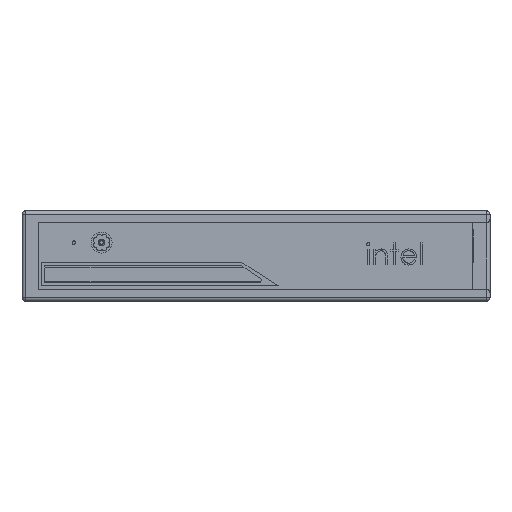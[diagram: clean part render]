
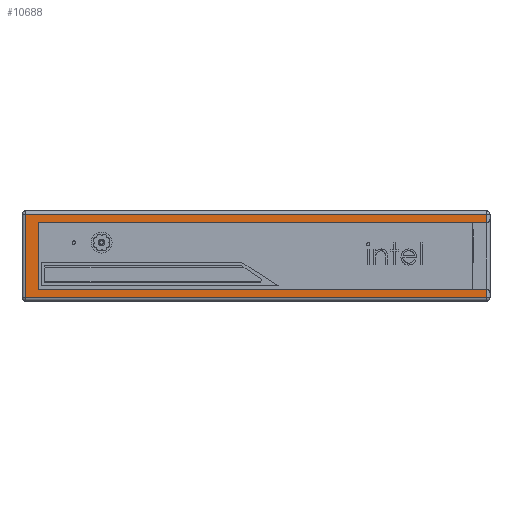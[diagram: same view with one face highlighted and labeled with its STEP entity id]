
A CAD part, top view. The second image highlights one B-rep face of the part: STEP entity #10688.
In plain terms, the highlighted planar face has unit normal (0, 0, 1).
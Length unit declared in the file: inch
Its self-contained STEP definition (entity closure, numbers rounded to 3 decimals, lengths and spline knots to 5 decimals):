
#373 = DIRECTION ( 'NONE',  ( -1., 0., 0. ) ) ;
#415 = EDGE_CURVE ( 'NONE', #13136, #4821, #2506, .T. ) ;
#585 = VECTOR ( 'NONE', #13867, 39.37008 ) ;
#897 = VECTOR ( 'NONE', #10007, 39.37008 ) ;
#912 = DIRECTION ( 'NONE',  ( 0., 1., 0. ) ) ;
#1836 = LINE ( 'NONE', #13522, #10720 ) ;
#1894 = EDGE_CURVE ( 'NONE', #13136, #12909, #14218, .T. ) ;
#2072 = ORIENTED_EDGE ( 'NONE', *, *, #4108, .F. ) ;
#2506 = LINE ( 'NONE', #12001, #6720 ) ;
#2959 = VERTEX_POINT ( 'NONE', #14532 ) ;
#3017 = CARTESIAN_POINT ( 'NONE',  ( -2.56806, -0.39489, 0.3937 ) ) ;
#3472 = CARTESIAN_POINT ( 'NONE',  ( 2.71969, 0., 0.3937 ) ) ;
#3507 = EDGE_CURVE ( 'NONE', #4821, #14964, #12155, .T. ) ;
#4108 = EDGE_CURVE ( 'NONE', #14964, #4569, #6244, .T. ) ;
#4427 = ORIENTED_EDGE ( 'NONE', *, *, #1894, .T. ) ;
#4569 = VERTEX_POINT ( 'NONE', #14229 ) ;
#4821 = VERTEX_POINT ( 'NONE', #12306 ) ;
#4991 = DIRECTION ( 'NONE',  ( 0., -1., 0. ) ) ;
#5775 = VECTOR ( 'NONE', #4991, 39.37008 ) ;
#5857 = LINE ( 'NONE', #14110, #11279 ) ;
#5882 = EDGE_CURVE ( 'NONE', #11946, #4569, #1836, .T. ) ;
#5996 = DIRECTION ( 'NONE',  ( 1., 0., 0. ) ) ;
#6244 = LINE ( 'NONE', #8082, #585 ) ;
#6293 = DIRECTION ( 'NONE',  ( 0., 0., -1. ) ) ;
#6448 = AXIS2_PLACEMENT_3D ( 'NONE', #13398, #6293, #9965 ) ;
#6652 = EDGE_CURVE ( 'NONE', #12909, #2959, #5857, .T. ) ;
#6720 = VECTOR ( 'NONE', #373, 39.37008 ) ;
#7014 = ORIENTED_EDGE ( 'NONE', *, *, #3507, .F. ) ;
#7361 = VECTOR ( 'NONE', #5996, 39.37008 ) ;
#7756 = VECTOR ( 'NONE', #11676, 39.37008 ) ;
#8082 = CARTESIAN_POINT ( 'NONE',  ( -2.56806, -0.39489, 0.3937 ) ) ;
#8147 = ORIENTED_EDGE ( 'NONE', *, *, #415, .F. ) ;
#8347 = CARTESIAN_POINT ( 'NONE',  ( 2.71969, 0.39489, 0.3937 ) ) ;
#8385 = ORIENTED_EDGE ( 'NONE', *, *, #5882, .T. ) ;
#8696 = ORIENTED_EDGE ( 'NONE', *, *, #11767, .T. ) ;
#9965 = DIRECTION ( 'NONE',  ( -1., 0., 0. ) ) ;
#10007 = DIRECTION ( 'NONE',  ( 0., -1., 0. ) ) ;
#10258 = LINE ( 'NONE', #12852, #7361 ) ;
#10290 = CARTESIAN_POINT ( 'NONE',  ( 2.71969, 0.49252, 0.3937 ) ) ;
#10688 = ADVANCED_FACE ( 'NONE', ( #13723 ), #11081, .F. ) ;
#10720 = VECTOR ( 'NONE', #912, 39.37008 ) ;
#10751 = DIRECTION ( 'NONE',  ( -1., 0., 0. ) ) ;
#10815 = LINE ( 'NONE', #14301, #5775 ) ;
#11081 = PLANE ( 'NONE',  #6448 ) ;
#11279 = VECTOR ( 'NONE', #10751, 39.37008 ) ;
#11676 = DIRECTION ( 'NONE',  ( 0., 1., 0. ) ) ;
#11767 = EDGE_CURVE ( 'NONE', #2959, #12116, #10815, .T. ) ;
#11924 = ORIENTED_EDGE ( 'NONE', *, *, #6652, .T. ) ;
#11946 = VERTEX_POINT ( 'NONE', #13317 ) ;
#11958 = CARTESIAN_POINT ( 'NONE',  ( -2.56806, -0.39489, 0.3937 ) ) ;
#12001 = CARTESIAN_POINT ( 'NONE',  ( -2.56806, 0.39489, 0.3937 ) ) ;
#12116 = VERTEX_POINT ( 'NONE', #13711 ) ;
#12155 = LINE ( 'NONE', #3017, #897 ) ;
#12306 = CARTESIAN_POINT ( 'NONE',  ( -2.56806, 0.39489, 0.3937 ) ) ;
#12852 = CARTESIAN_POINT ( 'NONE',  ( 0., -0.49252, 0.3937 ) ) ;
#12909 = VERTEX_POINT ( 'NONE', #10290 ) ;
#13001 = EDGE_CURVE ( 'NONE', #12116, #11946, #10258, .T. ) ;
#13136 = VERTEX_POINT ( 'NONE', #8347 ) ;
#13317 = CARTESIAN_POINT ( 'NONE',  ( 2.71969, -0.49252, 0.3937 ) ) ;
#13398 = CARTESIAN_POINT ( 'NONE',  ( 0., 0., 0.3937 ) ) ;
#13522 = CARTESIAN_POINT ( 'NONE',  ( 2.71969, 0., 0.3937 ) ) ;
#13711 = CARTESIAN_POINT ( 'NONE',  ( -2.71969, -0.49252, 0.3937 ) ) ;
#13723 = FACE_OUTER_BOUND ( 'NONE', #14216, .T. ) ;
#13849 = ORIENTED_EDGE ( 'NONE', *, *, #13001, .T. ) ;
#13867 = DIRECTION ( 'NONE',  ( 1., 0., 0. ) ) ;
#14110 = CARTESIAN_POINT ( 'NONE',  ( 0., 0.49252, 0.3937 ) ) ;
#14216 = EDGE_LOOP ( 'NONE', ( #13849, #8385, #2072, #7014, #8147, #4427, #11924, #8696 ) ) ;
#14218 = LINE ( 'NONE', #3472, #7756 ) ;
#14229 = CARTESIAN_POINT ( 'NONE',  ( 2.71969, -0.39489, 0.3937 ) ) ;
#14301 = CARTESIAN_POINT ( 'NONE',  ( -2.71969, 0., 0.3937 ) ) ;
#14532 = CARTESIAN_POINT ( 'NONE',  ( -2.71969, 0.49252, 0.3937 ) ) ;
#14964 = VERTEX_POINT ( 'NONE', #11958 ) ;
